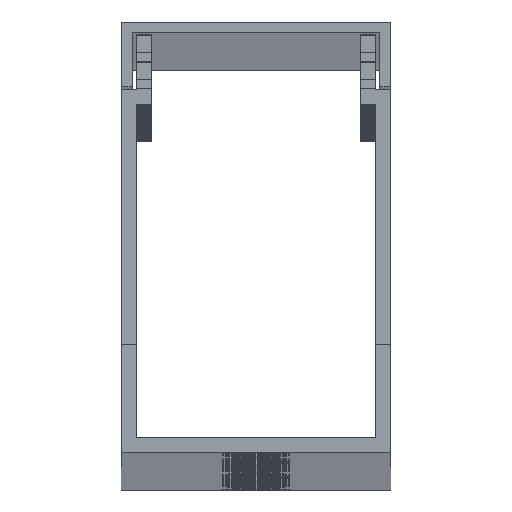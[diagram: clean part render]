
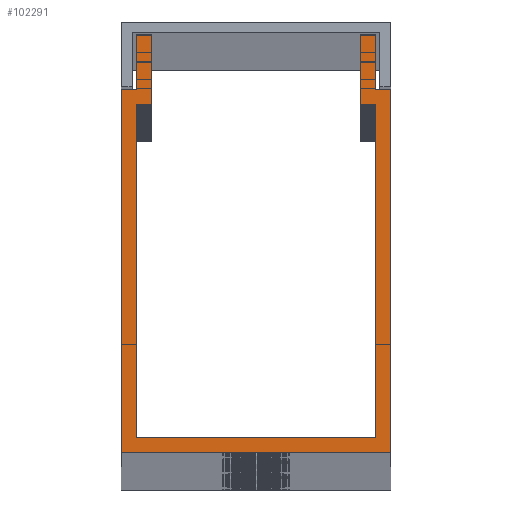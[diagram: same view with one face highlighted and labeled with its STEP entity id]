
A CAD part, top view. The second image highlights one B-rep face of the part: STEP entity #102291.
In plain terms, the highlighted planar face has unit normal (0, 0, 1).
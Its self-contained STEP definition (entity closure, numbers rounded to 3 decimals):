
#1036 = ORIENTED_EDGE ( 'NONE', *, *, #140842, .T. ) ;
#1446 = VECTOR ( 'NONE', #234812, 1000. ) ;
#1602 = ORIENTED_EDGE ( 'NONE', *, *, #109457, .T. ) ;
#2636 = CARTESIAN_POINT ( 'NONE',  ( -11.1, 38.8, 1000. ) ) ;
#6304 = ORIENTED_EDGE ( 'NONE', *, *, #13700, .T. ) ;
#9685 = CARTESIAN_POINT ( 'NONE',  ( 11.1, 38.8, 1000. ) ) ;
#11390 = DIRECTION ( 'NONE',  ( 0., 0., 1. ) ) ;
#13700 = EDGE_CURVE ( 'NONE', #201148, #137117, #65973, .T. ) ;
#13922 = LINE ( 'NONE', #46142, #58916 ) ;
#17148 = DIRECTION ( 'NONE',  ( 0., 1., 0. ) ) ;
#20466 = LINE ( 'NONE', #142839, #65394 ) ;
#20870 = EDGE_CURVE ( 'NONE', #195655, #118452, #42462, .T. ) ;
#24435 = DIRECTION ( 'NONE',  ( -1., 0., 0. ) ) ;
#25873 = DIRECTION ( 'NONE',  ( 0., 1., 0. ) ) ;
#30564 = LINE ( 'NONE', #233025, #183197 ) ;
#31906 = VERTEX_POINT ( 'NONE', #61114 ) ;
#33352 = CARTESIAN_POINT ( 'NONE',  ( -11.1, 1.4, 1000. ) ) ;
#33996 = LINE ( 'NONE', #140587, #135876 ) ;
#35840 = LINE ( 'NONE', #158313, #170541 ) ;
#37376 = ORIENTED_EDGE ( 'NONE', *, *, #234755, .T. ) ;
#38282 = DIRECTION ( 'NONE',  ( 0., -1., 0. ) ) ;
#41066 = ORIENTED_EDGE ( 'NONE', *, *, #177785, .T. ) ;
#41654 = DIRECTION ( 'NONE',  ( 0., -1., 0. ) ) ;
#41953 = DIRECTION ( 'NONE',  ( -1., 0., 0. ) ) ;
#42462 = LINE ( 'NONE', #9685, #99406 ) ;
#45445 = VERTEX_POINT ( 'NONE', #135229 ) ;
#46142 = CARTESIAN_POINT ( 'NONE',  ( 9.7, 32.35, 1000. ) ) ;
#47418 = DIRECTION ( 'NONE',  ( 0., -1., 0. ) ) ;
#47992 = VECTOR ( 'NONE', #17148, 1000. ) ;
#50070 = CARTESIAN_POINT ( 'NONE',  ( -9.7, 32.35, 1000. ) ) ;
#50382 = VERTEX_POINT ( 'NONE', #81124 ) ;
#50795 = VERTEX_POINT ( 'NONE', #174627 ) ;
#52680 = DIRECTION ( 'NONE',  ( 0., 1., 0. ) ) ;
#54223 = DIRECTION ( 'NONE',  ( 1., 0., 0. ) ) ;
#55112 = EDGE_CURVE ( 'NONE', #91287, #50795, #68872, .T. ) ;
#56296 = CARTESIAN_POINT ( 'NONE',  ( 12.5, 33.75, 1000. ) ) ;
#58916 = VECTOR ( 'NONE', #237520, 1000. ) ;
#61114 = CARTESIAN_POINT ( 'NONE',  ( -9.7, 32.35, 1000. ) ) ;
#61827 = CARTESIAN_POINT ( 'NONE',  ( -12.5, 33.75, 1000. ) ) ;
#65394 = VECTOR ( 'NONE', #47418, 1000. ) ;
#65973 = LINE ( 'NONE', #147118, #206511 ) ;
#68872 = LINE ( 'NONE', #244769, #164683 ) ;
#75321 = LINE ( 'NONE', #197638, #138219 ) ;
#75755 = VERTEX_POINT ( 'NONE', #176304 ) ;
#77963 = VERTEX_POINT ( 'NONE', #61827 ) ;
#78402 = VERTEX_POINT ( 'NONE', #169507 ) ;
#81124 = CARTESIAN_POINT ( 'NONE',  ( -11.1, 1.4, 1000. ) ) ;
#82266 = FACE_OUTER_BOUND ( 'NONE', #239696, .T. ) ;
#87104 = ORIENTED_EDGE ( 'NONE', *, *, #145660, .T. ) ;
#87155 = LINE ( 'NONE', #33352, #182803 ) ;
#87687 = PLANE ( 'NONE',  #194419 ) ;
#91287 = VERTEX_POINT ( 'NONE', #148902 ) ;
#93526 = ORIENTED_EDGE ( 'NONE', *, *, #114903, .T. ) ;
#94805 = EDGE_CURVE ( 'NONE', #208673, #45445, #111796, .T. ) ;
#99406 = VECTOR ( 'NONE', #162865, 1000. ) ;
#101370 = CARTESIAN_POINT ( 'NONE',  ( 12.5, 33.75, 1000. ) ) ;
#102291 = ADVANCED_FACE ( 'NONE', ( #82266 ), #87687, .T. ) ;
#103123 = CARTESIAN_POINT ( 'NONE',  ( 9.7, 38.8, 1000. ) ) ;
#107302 = LINE ( 'NONE', #50070, #158143 ) ;
#109457 = EDGE_CURVE ( 'NONE', #50382, #241306, #87155, .T. ) ;
#111796 = LINE ( 'NONE', #101370, #195441 ) ;
#112797 = ORIENTED_EDGE ( 'NONE', *, *, #94805, .T. ) ;
#114903 = EDGE_CURVE ( 'NONE', #241306, #31906, #107302, .T. ) ;
#118452 = VERTEX_POINT ( 'NONE', #103123 ) ;
#119910 = VERTEX_POINT ( 'NONE', #129994 ) ;
#120408 = CARTESIAN_POINT ( 'NONE',  ( -9.7, 38.8, 1000. ) ) ;
#121522 = VECTOR ( 'NONE', #226223, 1000. ) ;
#126219 = DIRECTION ( 'NONE',  ( 1., 0., 0. ) ) ;
#129994 = CARTESIAN_POINT ( 'NONE',  ( -11.1, 33.75, 1000. ) ) ;
#132584 = CARTESIAN_POINT ( 'NONE',  ( 11.1, 1.4, 1000. ) ) ;
#135229 = CARTESIAN_POINT ( 'NONE',  ( 11.1, 33.75, 1000. ) ) ;
#135876 = VECTOR ( 'NONE', #25873, 1000. ) ;
#137117 = VERTEX_POINT ( 'NONE', #2636 ) ;
#137246 = EDGE_CURVE ( 'NONE', #75755, #78402, #13922, .T. ) ;
#138219 = VECTOR ( 'NONE', #140903, 1000. ) ;
#140587 = CARTESIAN_POINT ( 'NONE',  ( 12.5, 0., 1000. ) ) ;
#140842 = EDGE_CURVE ( 'NONE', #244420, #50382, #35840, .T. ) ;
#140903 = DIRECTION ( 'NONE',  ( 0., -1., 0. ) ) ;
#142839 = CARTESIAN_POINT ( 'NONE',  ( 9.7, 38.8, 1000. ) ) ;
#142873 = CARTESIAN_POINT ( 'NONE',  ( 11.1, 38.8, 1000. ) ) ;
#145433 = DIRECTION ( 'NONE',  ( 1., 0., 0. ) ) ;
#145660 = EDGE_CURVE ( 'NONE', #119910, #77963, #172410, .T. ) ;
#147118 = CARTESIAN_POINT ( 'NONE',  ( -11.1, 38.8, 1000. ) ) ;
#148845 = CARTESIAN_POINT ( 'NONE',  ( -9.7, 38.8, 1000. ) ) ;
#148902 = CARTESIAN_POINT ( 'NONE',  ( -12.5, 0., 1000. ) ) ;
#155025 = ORIENTED_EDGE ( 'NONE', *, *, #188432, .T. ) ;
#158143 = VECTOR ( 'NONE', #126219, 1000. ) ;
#158313 = CARTESIAN_POINT ( 'NONE',  ( 11.1, 1.4, 1000. ) ) ;
#162865 = DIRECTION ( 'NONE',  ( -1., 0., 0. ) ) ;
#163016 = ORIENTED_EDGE ( 'NONE', *, *, #20870, .T. ) ;
#164683 = VECTOR ( 'NONE', #54223, 1000. ) ;
#165461 = EDGE_CURVE ( 'NONE', #118452, #75755, #20466, .T. ) ;
#169507 = CARTESIAN_POINT ( 'NONE',  ( 11.1, 32.35, 1000. ) ) ;
#170541 = VECTOR ( 'NONE', #24435, 1000. ) ;
#171274 = ORIENTED_EDGE ( 'NONE', *, *, #137246, .T. ) ;
#172410 = LINE ( 'NONE', #225414, #121522 ) ;
#173446 = CARTESIAN_POINT ( 'NONE',  ( -11.1, 32.35, 1000. ) ) ;
#174627 = CARTESIAN_POINT ( 'NONE',  ( 12.5, 0., 1000. ) ) ;
#176304 = CARTESIAN_POINT ( 'NONE',  ( 9.7, 32.35, 1000. ) ) ;
#177785 = EDGE_CURVE ( 'NONE', #45445, #195655, #200544, .T. ) ;
#182803 = VECTOR ( 'NONE', #52680, 1000. ) ;
#183197 = VECTOR ( 'NONE', #41654, 1000. ) ;
#188432 = EDGE_CURVE ( 'NONE', #31906, #201148, #204956, .T. ) ;
#194419 = AXIS2_PLACEMENT_3D ( 'NONE', #221319, #11390, #145433 ) ;
#195441 = VECTOR ( 'NONE', #41953, 1000. ) ;
#195655 = VERTEX_POINT ( 'NONE', #142873 ) ;
#196136 = EDGE_CURVE ( 'NONE', #137117, #119910, #75321, .T. ) ;
#196678 = VECTOR ( 'NONE', #38282, 1000. ) ;
#197638 = CARTESIAN_POINT ( 'NONE',  ( -11.1, 33.75, 1000. ) ) ;
#198819 = ORIENTED_EDGE ( 'NONE', *, *, #55112, .T. ) ;
#200544 = LINE ( 'NONE', #226948, #47992 ) ;
#200847 = EDGE_CURVE ( 'NONE', #50795, #208673, #33996, .T. ) ;
#201148 = VERTEX_POINT ( 'NONE', #148845 ) ;
#204634 = DIRECTION ( 'NONE',  ( -1., 0., 0. ) ) ;
#204956 = LINE ( 'NONE', #120408, #1446 ) ;
#205507 = ORIENTED_EDGE ( 'NONE', *, *, #207702, .T. ) ;
#206511 = VECTOR ( 'NONE', #204634, 1000. ) ;
#207702 = EDGE_CURVE ( 'NONE', #77963, #91287, #30564, .T. ) ;
#208673 = VERTEX_POINT ( 'NONE', #56296 ) ;
#221319 = CARTESIAN_POINT ( 'NONE',  ( -11.1, 33.75, 1000. ) ) ;
#225414 = CARTESIAN_POINT ( 'NONE',  ( -12.5, 33.75, 1000. ) ) ;
#226223 = DIRECTION ( 'NONE',  ( -1., 0., 0. ) ) ;
#226948 = CARTESIAN_POINT ( 'NONE',  ( 11.1, 33.75, 1000. ) ) ;
#229026 = ORIENTED_EDGE ( 'NONE', *, *, #165461, .T. ) ;
#229656 = CARTESIAN_POINT ( 'NONE',  ( 11.1, 10.245, 1000. ) ) ;
#233025 = CARTESIAN_POINT ( 'NONE',  ( -12.5, 0., 1000. ) ) ;
#234107 = ORIENTED_EDGE ( 'NONE', *, *, #196136, .T. ) ;
#234755 = EDGE_CURVE ( 'NONE', #78402, #244420, #247479, .T. ) ;
#234812 = DIRECTION ( 'NONE',  ( 0., 1., 0. ) ) ;
#237520 = DIRECTION ( 'NONE',  ( 1., 0., 0. ) ) ;
#239076 = ORIENTED_EDGE ( 'NONE', *, *, #200847, .T. ) ;
#239696 = EDGE_LOOP ( 'NONE', ( #87104, #205507, #198819, #239076, #112797, #41066, #163016, #229026, #171274, #37376, #1036, #1602, #93526, #155025, #6304, #234107 ) ) ;
#241306 = VERTEX_POINT ( 'NONE', #173446 ) ;
#244420 = VERTEX_POINT ( 'NONE', #132584 ) ;
#244769 = CARTESIAN_POINT ( 'NONE',  ( 12.5, 0., 1000. ) ) ;
#247479 = LINE ( 'NONE', #229656, #196678 ) ;
